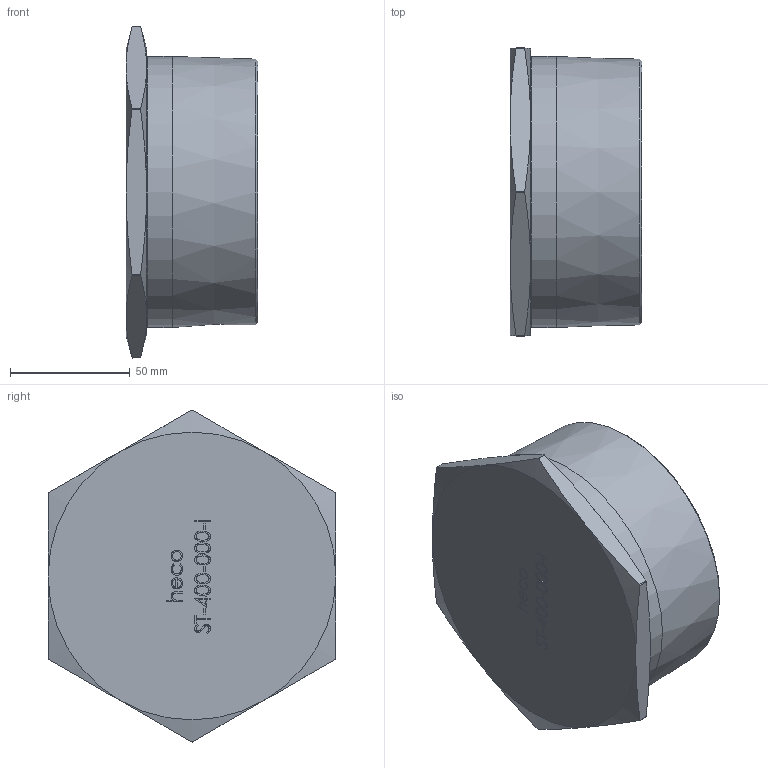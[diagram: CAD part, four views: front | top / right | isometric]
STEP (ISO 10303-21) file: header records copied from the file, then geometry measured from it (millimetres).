
FILE_DESCRIPTION (( 'STEP AP214' ), '1' );
FILE_NAME ('heco_ST-400-000-I.STEP', '2016-07-05T10:22:57', ( '' ), ( '' ), 'SwSTEP 2.0', 'SolidWorks 2011', '' );
FILE_SCHEMA (( 'AUTOMOTIVE_DESIGN' ));
Length unit declared in the file: millimetre
Products named in the file (1): heco_ST-400-000-I
Bounding box: 55.05 x 120 x 138.47 mm (x, y, z)
Volume: 163203 mm3; surface area: 58407 mm2
Topology: 1 solids, 1 shells, 206 faces, 518 edges, 340 vertices
Faces by surface type: bspline 95, plane 86, cone 15, cylinder 8, torus 2
Full cylindrical faces by diameter (mm): 101 x1, 113.03 x1
Entity records: 13772 total; most frequent: CARTESIAN_POINT 7771, ORIENTED_EDGE 1020, DIRECTION 529, EDGE_CURVE 510, VERTEX_POINT 339, LINE 263, VECTOR 263, EDGE_LOOP 239
